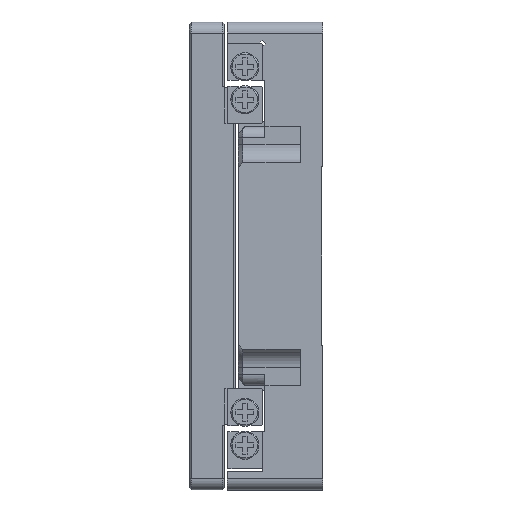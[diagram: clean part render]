
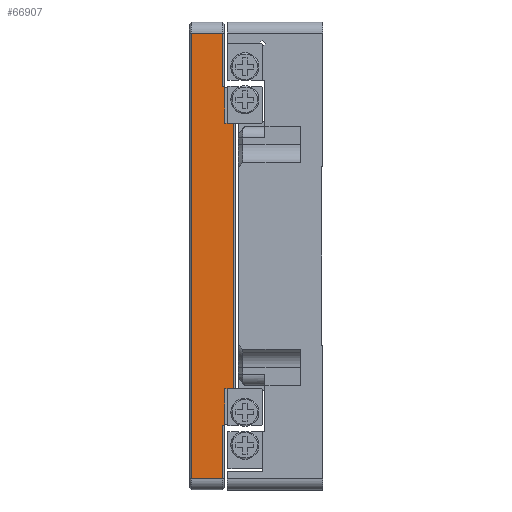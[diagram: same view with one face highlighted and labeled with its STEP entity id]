
A CAD part, left-side view. The second image highlights one B-rep face of the part: STEP entity #66907.
In plain terms, the highlighted planar face has unit normal (-1, 0, 0).
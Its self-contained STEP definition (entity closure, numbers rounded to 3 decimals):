
#2143 = CARTESIAN_POINT ( 'NONE',  ( -52.5, 8.5, 0. ) ) ;
#3540 = ORIENTED_EDGE ( 'NONE', *, *, #43422, .T. ) ;
#5555 = DIRECTION ( 'NONE',  ( 0., 0., -1. ) ) ;
#9544 = EDGE_LOOP ( 'NONE', ( #21399, #3540, #61734, #30080, #22828, #70554, #48287, #33951, #71761, #52315, #29768, #20696 ) ) ;
#11912 = EDGE_CURVE ( 'NONE', #50730, #41775, #37194, .T. ) ;
#11924 = VERTEX_POINT ( 'NONE', #13473 ) ;
#13473 = CARTESIAN_POINT ( 'NONE',  ( -52.5, 6.5, -29.75 ) ) ;
#14821 = FACE_OUTER_BOUND ( 'NONE', #9544, .T. ) ;
#15794 = VECTOR ( 'NONE', #5555, 1000. ) ;
#16056 = DIRECTION ( 'NONE',  ( 0., 0., -1. ) ) ;
#17480 = DIRECTION ( 'NONE',  ( 0., 0., 1. ) ) ;
#19221 = VECTOR ( 'NONE', #74095, 1000. ) ;
#19761 = DIRECTION ( 'NONE',  ( 0., -1., 0. ) ) ;
#19806 = LINE ( 'NONE', #38908, #28336 ) ;
#20696 = ORIENTED_EDGE ( 'NONE', *, *, #34837, .T. ) ;
#21399 = ORIENTED_EDGE ( 'NONE', *, *, #37364, .T. ) ;
#22660 = DIRECTION ( 'NONE',  ( 0., 0., 1. ) ) ;
#22828 = ORIENTED_EDGE ( 'NONE', *, *, #39607, .T. ) ;
#23033 = DIRECTION ( 'NONE',  ( 0., 1., 0. ) ) ;
#23657 = CARTESIAN_POINT ( 'NONE',  ( -52.5, 6.5, 29.75 ) ) ;
#24915 = VECTOR ( 'NONE', #25094, 1000. ) ;
#25094 = DIRECTION ( 'NONE',  ( 0., 0., 1. ) ) ;
#25370 = LINE ( 'NONE', #62025, #15794 ) ;
#27297 = CARTESIAN_POINT ( 'NONE',  ( -52.5, 8.5, 0. ) ) ;
#27330 = DIRECTION ( 'NONE',  ( 0., 1., 0. ) ) ;
#28336 = VECTOR ( 'NONE', #32271, 1000. ) ;
#29130 = EDGE_CURVE ( 'NONE', #81799, #11924, #35836, .T. ) ;
#29334 = VERTEX_POINT ( 'NONE', #50270 ) ;
#29768 = ORIENTED_EDGE ( 'NONE', *, *, #63882, .T. ) ;
#30080 = ORIENTED_EDGE ( 'NONE', *, *, #38504, .T. ) ;
#30838 = VERTEX_POINT ( 'NONE', #36261 ) ;
#31215 = CARTESIAN_POINT ( 'NONE',  ( -52.5, 9., -38.05 ) ) ;
#32271 = DIRECTION ( 'NONE',  ( 0., 0., 1. ) ) ;
#32820 = VERTEX_POINT ( 'NONE', #37467 ) ;
#33025 = CARTESIAN_POINT ( 'NONE',  ( -52.5, 9., -50. ) ) ;
#33076 = PLANE ( 'NONE',  #41976 ) ;
#33951 = ORIENTED_EDGE ( 'NONE', *, *, #39243, .T. ) ;
#34415 = CARTESIAN_POINT ( 'NONE',  ( -52.5, 16.5, 50. ) ) ;
#34837 = EDGE_CURVE ( 'NONE', #32820, #30838, #52224, .T. ) ;
#35836 = LINE ( 'NONE', #61230, #43646 ) ;
#35934 = CARTESIAN_POINT ( 'NONE',  ( -52.5, 113.525, 38.05 ) ) ;
#36261 = CARTESIAN_POINT ( 'NONE',  ( -52.5, 9., 50. ) ) ;
#37194 = LINE ( 'NONE', #2143, #24915 ) ;
#37364 = EDGE_CURVE ( 'NONE', #30838, #79787, #71405, .T. ) ;
#37467 = CARTESIAN_POINT ( 'NONE',  ( -52.5, 9., 38.05 ) ) ;
#37514 = EDGE_CURVE ( 'NONE', #29334, #81799, #76373, .T. ) ;
#38504 = EDGE_CURVE ( 'NONE', #54426, #40511, #19806, .T. ) ;
#38908 = CARTESIAN_POINT ( 'NONE',  ( -52.5, 9., 0. ) ) ;
#39243 = EDGE_CURVE ( 'NONE', #11924, #40638, #74816, .T. ) ;
#39607 = EDGE_CURVE ( 'NONE', #40511, #29334, #48763, .T. ) ;
#39761 = CARTESIAN_POINT ( 'NONE',  ( -52.5, 8.5, 38.05 ) ) ;
#40511 = VERTEX_POINT ( 'NONE', #31215 ) ;
#40638 = VERTEX_POINT ( 'NONE', #57748 ) ;
#40960 = EDGE_CURVE ( 'NONE', #50730, #40638, #45574, .T. ) ;
#41762 = CARTESIAN_POINT ( 'NONE',  ( -52.5, 5., 0. ) ) ;
#41775 = VERTEX_POINT ( 'NONE', #39761 ) ;
#41976 = AXIS2_PLACEMENT_3D ( 'NONE', #41762, #54688, #16056 ) ;
#43075 = VECTOR ( 'NONE', #17480, 1000. ) ;
#43210 = VERTEX_POINT ( 'NONE', #58460 ) ;
#43422 = EDGE_CURVE ( 'NONE', #79787, #43210, #25370, .T. ) ;
#43646 = VECTOR ( 'NONE', #72404, 1000. ) ;
#44288 = CARTESIAN_POINT ( 'NONE',  ( -52.5, 6.5, -50. ) ) ;
#44798 = VECTOR ( 'NONE', #22660, 1000. ) ;
#44884 = CARTESIAN_POINT ( 'NONE',  ( -52.5, 8.5, 29.75 ) ) ;
#45574 = LINE ( 'NONE', #70884, #47093 ) ;
#46469 = DIRECTION ( 'NONE',  ( 0., 0., 1. ) ) ;
#47074 = CARTESIAN_POINT ( 'NONE',  ( -52.5, 8.5, -29.75 ) ) ;
#47093 = VECTOR ( 'NONE', #71717, 1000. ) ;
#48287 = ORIENTED_EDGE ( 'NONE', *, *, #29130, .T. ) ;
#48763 = LINE ( 'NONE', #75736, #19221 ) ;
#50117 = CARTESIAN_POINT ( 'NONE',  ( -52.5, 16., 50. ) ) ;
#50270 = CARTESIAN_POINT ( 'NONE',  ( -52.5, 8.5, -38.05 ) ) ;
#50730 = VERTEX_POINT ( 'NONE', #44884 ) ;
#52224 = LINE ( 'NONE', #72133, #44798 ) ;
#52315 = ORIENTED_EDGE ( 'NONE', *, *, #11912, .T. ) ;
#54426 = VERTEX_POINT ( 'NONE', #33025 ) ;
#54688 = DIRECTION ( 'NONE',  ( -1., 0., 0. ) ) ;
#56323 = LINE ( 'NONE', #35934, #64283 ) ;
#57748 = CARTESIAN_POINT ( 'NONE',  ( -52.5, 6.5, 29.75 ) ) ;
#58460 = CARTESIAN_POINT ( 'NONE',  ( -52.5, 16., -50. ) ) ;
#61230 = CARTESIAN_POINT ( 'NONE',  ( -52.5, 5., -29.75 ) ) ;
#61265 = VECTOR ( 'NONE', #27330, 1000. ) ;
#61734 = ORIENTED_EDGE ( 'NONE', *, *, #62136, .T. ) ;
#62025 = CARTESIAN_POINT ( 'NONE',  ( -52.5, 16., -50. ) ) ;
#62136 = EDGE_CURVE ( 'NONE', #43210, #54426, #75867, .T. ) ;
#62691 = VECTOR ( 'NONE', #19761, 1000. ) ;
#63882 = EDGE_CURVE ( 'NONE', #41775, #32820, #56323, .T. ) ;
#63937 = VECTOR ( 'NONE', #46469, 1000. ) ;
#64283 = VECTOR ( 'NONE', #23033, 1000. ) ;
#66907 = ADVANCED_FACE ( 'NONE', ( #14821 ), #33076, .T. ) ;
#70554 = ORIENTED_EDGE ( 'NONE', *, *, #37514, .T. ) ;
#70884 = CARTESIAN_POINT ( 'NONE',  ( -52.5, 5., 29.75 ) ) ;
#71405 = LINE ( 'NONE', #34415, #61265 ) ;
#71717 = DIRECTION ( 'NONE',  ( 0., -1., 0. ) ) ;
#71761 = ORIENTED_EDGE ( 'NONE', *, *, #40960, .F. ) ;
#72133 = CARTESIAN_POINT ( 'NONE',  ( -52.5, 9., 0. ) ) ;
#72404 = DIRECTION ( 'NONE',  ( 0., -1., 0. ) ) ;
#74095 = DIRECTION ( 'NONE',  ( 0., -1., 0. ) ) ;
#74816 = LINE ( 'NONE', #23657, #43075 ) ;
#75736 = CARTESIAN_POINT ( 'NONE',  ( -52.5, 113.525, -38.05 ) ) ;
#75867 = LINE ( 'NONE', #44288, #62691 ) ;
#76373 = LINE ( 'NONE', #27297, #63937 ) ;
#79787 = VERTEX_POINT ( 'NONE', #50117 ) ;
#81799 = VERTEX_POINT ( 'NONE', #47074 ) ;
